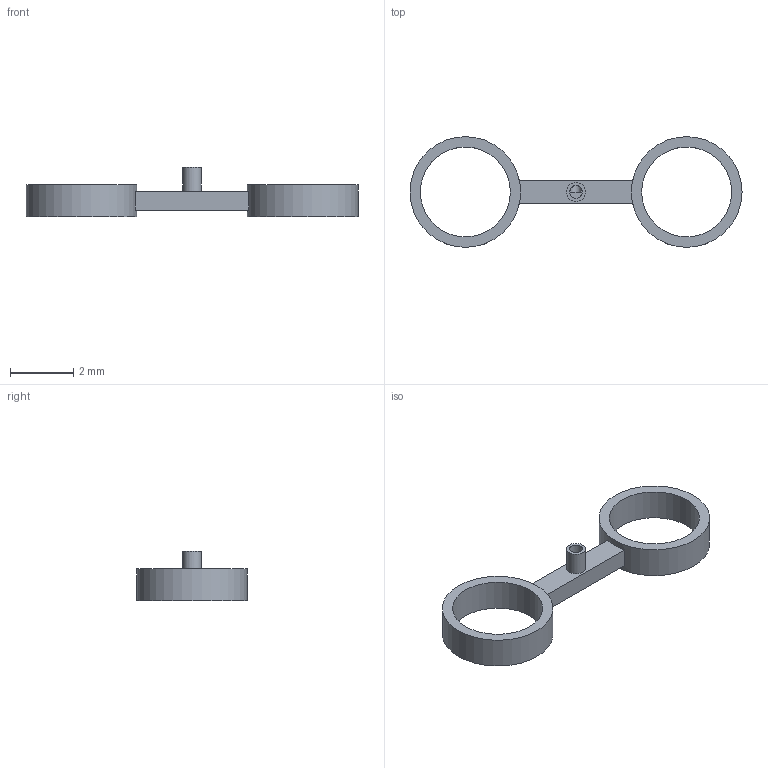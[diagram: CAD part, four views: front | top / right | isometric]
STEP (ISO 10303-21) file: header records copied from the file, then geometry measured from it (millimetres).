
FILE_DESCRIPTION(('FreeCAD Model'),'2;1');
FILE_NAME('bowtie_3.step', '2018-12-13T16:20:51',('Author'),(''), 'Open CASCADE STEP processor 7.1','FreeCAD','Unknown');
FILE_SCHEMA(('AUTOMOTIVE_DESIGN { 1 0 10303 214 1 1 1 1 }'));
Length unit declared in the file: millimetre
Products named in the file (1): Cut
Bounding box: 10.5 x 3.5 x 1.55 mm (x, y, z)
Volume: 8.2 mm3; surface area: 64.5 mm2
Topology: 1 solids, 1 shells, 18 faces, 41 edges, 27 vertices
Faces by surface type: plane 11, cylinder 7
Full cylindrical faces by diameter (mm): 0.33 x1, 0.4 x1, 0.6 x1, 2.844 x2, 3.5 x2
Entity records: 1312 total; most frequent: CARTESIAN_POINT 310, DIRECTION 167, ORIENTED_EDGE 82, PCURVE 82, DEFINITIONAL_REPRESENTATION 82, LINE 66, VECTOR 66, CIRCLE 42
